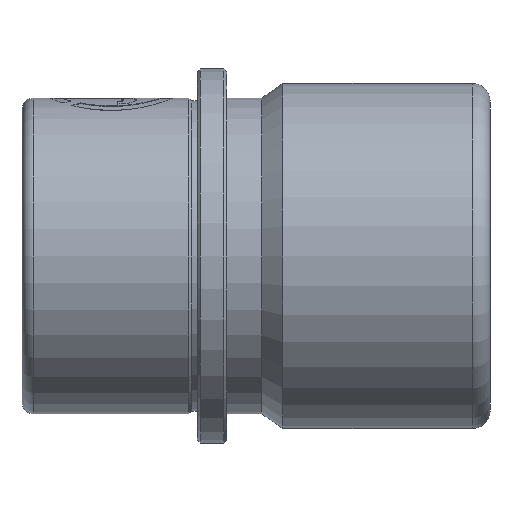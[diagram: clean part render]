
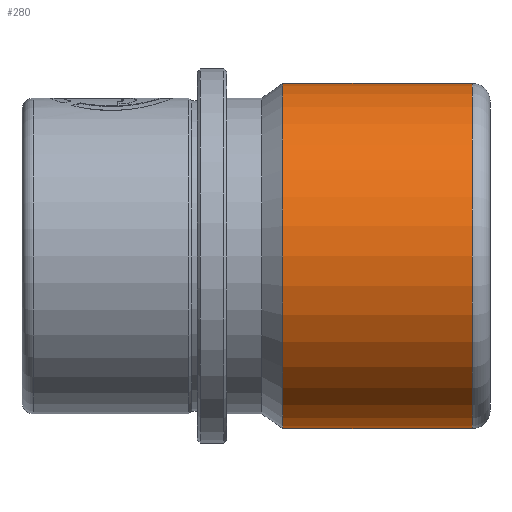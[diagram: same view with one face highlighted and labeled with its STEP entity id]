
A CAD part, left-side view. The second image highlights one B-rep face of the part: STEP entity #280.
In plain terms, the highlighted cylindrical face has radius 29.5 mm (diameter 59 mm), a partial arc.
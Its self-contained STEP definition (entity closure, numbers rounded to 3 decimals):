
#120 = CYLINDRICAL_SURFACE ( 'NONE', #1089, 29.5 ) ;
#262 = VECTOR ( 'NONE', #2522, 1000. ) ;
#280 = ADVANCED_FACE ( 'NONE', ( #1734 ), #120, .T. ) ;
#344 = DIRECTION ( 'NONE',  ( 0., 0., -1. ) ) ;
#376 = DIRECTION ( 'NONE',  ( 0., -1., 0. ) ) ;
#485 = DIRECTION ( 'NONE',  ( 0., 0., -1. ) ) ;
#537 = LINE ( 'NONE', #1489, #1109 ) ;
#776 = ORIENTED_EDGE ( 'NONE', *, *, #3037, .T. ) ;
#784 = ORIENTED_EDGE ( 'NONE', *, *, #2250, .T. ) ;
#825 = CARTESIAN_POINT ( 'NONE',  ( 0., -32.878, 0. ) ) ;
#878 = CARTESIAN_POINT ( 'NONE',  ( 0., -65.308, 29.5 ) ) ;
#912 = LINE ( 'NONE', #1841, #262 ) ;
#974 = DIRECTION ( 'NONE',  ( 0., -1., 0. ) ) ;
#1007 = VERTEX_POINT ( 'NONE', #2728 ) ;
#1089 = AXIS2_PLACEMENT_3D ( 'NONE', #2686, #1239, #485 ) ;
#1109 = VECTOR ( 'NONE', #974, 1000. ) ;
#1178 = ORIENTED_EDGE ( 'NONE', *, *, #2027, .F. ) ;
#1239 = DIRECTION ( 'NONE',  ( 0., -1., 0. ) ) ;
#1489 = CARTESIAN_POINT ( 'NONE',  ( 0., 0., 29.5 ) ) ;
#1734 = FACE_OUTER_BOUND ( 'NONE', #2972, .T. ) ;
#1773 = ORIENTED_EDGE ( 'NONE', *, *, #1823, .F. ) ;
#1820 = VERTEX_POINT ( 'NONE', #878 ) ;
#1823 = EDGE_CURVE ( 'NONE', #1820, #2536, #2212, .T. ) ;
#1841 = CARTESIAN_POINT ( 'NONE',  ( 0., 0., -29.5 ) ) ;
#2027 = EDGE_CURVE ( 'NONE', #3136, #1820, #537, .T. ) ;
#2087 = DIRECTION ( 'NONE',  ( 0., 0., -1. ) ) ;
#2212 = CIRCLE ( 'NONE', #2916, 29.5 ) ;
#2250 = EDGE_CURVE ( 'NONE', #1007, #2536, #912, .T. ) ;
#2337 = CARTESIAN_POINT ( 'NONE',  ( 0., -65.308, -29.5 ) ) ;
#2343 = CARTESIAN_POINT ( 'NONE',  ( 0., -65.308, 0. ) ) ;
#2522 = DIRECTION ( 'NONE',  ( 0., -1., 0. ) ) ;
#2531 = DIRECTION ( 'NONE',  ( 0., -1., 0. ) ) ;
#2536 = VERTEX_POINT ( 'NONE', #2337 ) ;
#2686 = CARTESIAN_POINT ( 'NONE',  ( 0., 0., 0. ) ) ;
#2728 = CARTESIAN_POINT ( 'NONE',  ( 0., -32.878, -29.5 ) ) ;
#2738 = AXIS2_PLACEMENT_3D ( 'NONE', #825, #2531, #344 ) ;
#2916 = AXIS2_PLACEMENT_3D ( 'NONE', #2343, #376, #2087 ) ;
#2972 = EDGE_LOOP ( 'NONE', ( #1178, #776, #784, #1773 ) ) ;
#3021 = CARTESIAN_POINT ( 'NONE',  ( 0., -32.878, 29.5 ) ) ;
#3037 = EDGE_CURVE ( 'NONE', #3136, #1007, #3149, .T. ) ;
#3136 = VERTEX_POINT ( 'NONE', #3021 ) ;
#3149 = CIRCLE ( 'NONE', #2738, 29.5 ) ;
